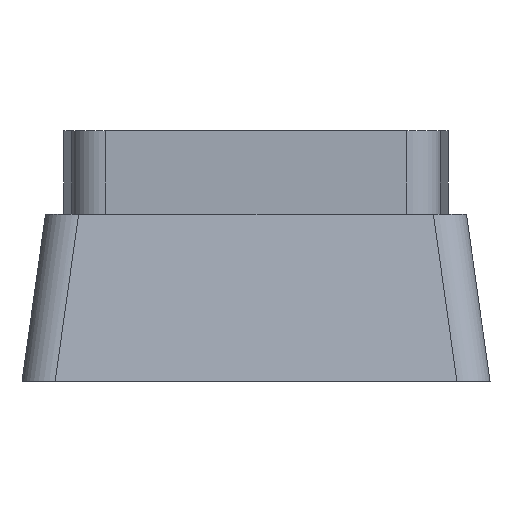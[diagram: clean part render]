
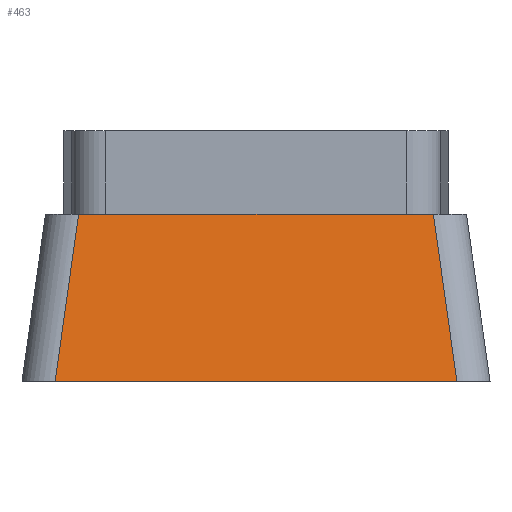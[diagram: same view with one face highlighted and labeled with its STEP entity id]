
A CAD part, left-side view. The second image highlights one B-rep face of the part: STEP entity #463.
In plain terms, the highlighted planar face has unit normal (-0.99, 0, 0.139).
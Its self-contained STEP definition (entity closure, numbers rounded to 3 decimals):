
#37=PLANE('',#533);
#53=FACE_OUTER_BOUND('',#82,.T.);
#82=EDGE_LOOP('',(#385,#386,#387,#388));
#101=LINE('',#715,#143);
#106=LINE('',#736,#148);
#133=LINE('',#809,#175);
#134=LINE('',#810,#176);
#143=VECTOR('',#571,1000.);
#148=VECTOR('',#588,1000.);
#175=VECTOR('',#659,1000.);
#176=VECTOR('',#660,1000.);
#205=VERTEX_POINT('',#712);
#206=VERTEX_POINT('',#714);
#215=VERTEX_POINT('',#733);
#216=VERTEX_POINT('',#735);
#251=EDGE_CURVE('',#206,#205,#101,.T.);
#261=EDGE_CURVE('',#215,#216,#106,.T.);
#301=EDGE_CURVE('',#205,#216,#133,.T.);
#302=EDGE_CURVE('',#215,#206,#134,.T.);
#385=ORIENTED_EDGE('',*,*,#251,.T.);
#386=ORIENTED_EDGE('',*,*,#301,.T.);
#387=ORIENTED_EDGE('',*,*,#261,.F.);
#388=ORIENTED_EDGE('',*,*,#302,.T.);
#463=ADVANCED_FACE('',(#53),#37,.T.);
#533=AXIS2_PLACEMENT_3D('',#808,#657,#658);
#571=DIRECTION('',(0.,-1.,0.));
#588=DIRECTION('',(0.,-1.,0.));
#657=DIRECTION('center_axis',(-0.99,0.,0.139));
#658=DIRECTION('ref_axis',(0.,1.,0.));
#659=DIRECTION('',(0.138,0.138,0.981));
#660=DIRECTION('',(-0.138,0.138,-0.981));
#712=CARTESIAN_POINT('',(0.,3.961,-30.));
#714=CARTESIAN_POINT('',(0.,52.039,-30.));
#715=CARTESIAN_POINT('',(0.,0.,-30.));
#733=CARTESIAN_POINT('',(2.811,49.228,-10.));
#735=CARTESIAN_POINT('',(2.811,6.772,-10.));
#736=CARTESIAN_POINT('',(2.811,0.,-10.));
#808=CARTESIAN_POINT('Origin',(2.811,0.,-10.));
#809=CARTESIAN_POINT('',(2.682,6.643,-10.916));
#810=CARTESIAN_POINT('',(3.746,48.293,-3.344));
